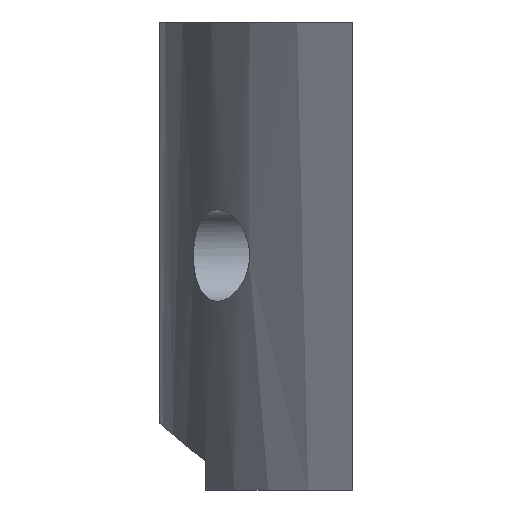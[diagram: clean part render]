
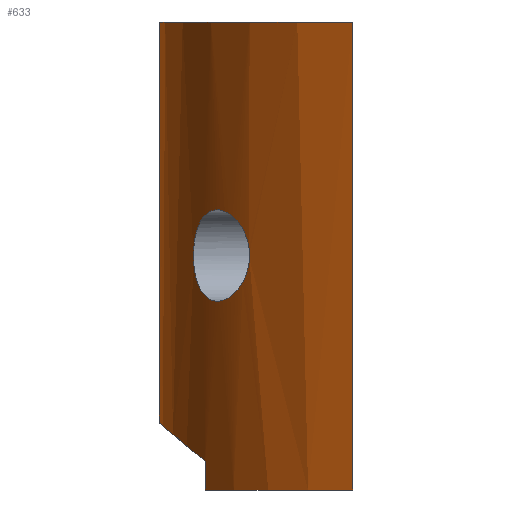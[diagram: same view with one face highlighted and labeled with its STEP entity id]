
A CAD part, left-side view. The second image highlights one B-rep face of the part: STEP entity #633.
In plain terms, the highlighted cylindrical face has radius 35 mm (diameter 70 mm), a partial arc.
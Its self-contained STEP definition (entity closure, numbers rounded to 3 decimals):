
#21=B_SPLINE_CURVE_WITH_KNOTS('',3,(#1105,#1106,#1107,#1108,#1109,#1110,
#1111,#1112,#1113,#1114,#1115,#1116,#1117,#1118,#1119,#1120,#1121,#1122,
#1123,#1124,#1125,#1126,#1127,#1128,#1129,#1130,#1131,#1132,#1133,#1134,
#1135,#1136,#1137,#1138),.UNSPECIFIED.,.T.,.F.,(4,2,2,2,2,2,2,2,2,2,2,2,
2,2,2,2,4),(0.,0.149,0.298,0.471,0.644,
0.828,1.012,1.163,1.314,1.464,
1.615,1.799,1.983,2.156,2.329,
2.478,2.627),.UNSPECIFIED.);
#26=FACE_BOUND('',#130,.T.);
#40=CYLINDRICAL_SURFACE('',#698,35.);
#50=ELLIPSE('',#699,45.689,35.);
#55=CIRCLE('',#687,35.);
#60=CIRCLE('',#694,35.);
#88=FACE_OUTER_BOUND('',#129,.T.);
#129=EDGE_LOOP('',(#518,#519,#520,#521,#522,#523));
#130=EDGE_LOOP('',(#524));
#180=LINE('',#981,#240);
#195=LINE('',#1100,#255);
#196=LINE('',#1103,#256);
#240=VECTOR('',#791,10.);
#255=VECTOR('',#836,1.);
#256=VECTOR('',#839,1.);
#296=VERTEX_POINT('',#978);
#297=VERTEX_POINT('',#980);
#302=VERTEX_POINT('',#996);
#309=VERTEX_POINT('',#1050);
#314=VERTEX_POINT('',#1099);
#315=VERTEX_POINT('',#1101);
#316=VERTEX_POINT('',#1104);
#362=EDGE_CURVE('',#297,#296,#180,.T.);
#370=EDGE_CURVE('',#297,#302,#55,.T.);
#382=EDGE_CURVE('',#296,#309,#60,.T.);
#388=EDGE_CURVE('',#314,#309,#195,.T.);
#389=EDGE_CURVE('',#314,#315,#50,.T.);
#390=EDGE_CURVE('',#315,#302,#196,.T.);
#391=EDGE_CURVE('',#316,#316,#21,.T.);
#518=ORIENTED_EDGE('',*,*,#382,.T.);
#519=ORIENTED_EDGE('',*,*,#388,.F.);
#520=ORIENTED_EDGE('',*,*,#389,.T.);
#521=ORIENTED_EDGE('',*,*,#390,.T.);
#522=ORIENTED_EDGE('',*,*,#370,.F.);
#523=ORIENTED_EDGE('',*,*,#362,.T.);
#524=ORIENTED_EDGE('',*,*,#391,.T.);
#633=ADVANCED_FACE('',(#88,#26),#40,.T.);
#687=AXIS2_PLACEMENT_3D('',#997,#805,#806);
#694=AXIS2_PLACEMENT_3D('',#1052,#824,#825);
#698=AXIS2_PLACEMENT_3D('',#1098,#834,#835);
#699=AXIS2_PLACEMENT_3D('',#1102,#837,#838);
#791=DIRECTION('',(0.,0.,1.));
#805=DIRECTION('center_axis',(0.,0.,-1.));
#806=DIRECTION('ref_axis',(-1.,0.,0.));
#824=DIRECTION('center_axis',(0.,0.,-1.));
#825=DIRECTION('ref_axis',(-1.,0.,0.));
#834=DIRECTION('center_axis',(0.,0.,1.));
#835=DIRECTION('ref_axis',(-1.,0.,0.));
#836=DIRECTION('',(0.,0.,1.));
#837=DIRECTION('center_axis',(0.,-0.643,0.766));
#838=DIRECTION('ref_axis',(0.,-0.766,-0.643));
#839=DIRECTION('',(0.,0.,-1.));
#978=CARTESIAN_POINT('',(-56.697,104.615,40.9));
#980=CARTESIAN_POINT('',(-56.697,104.615,0.));
#981=CARTESIAN_POINT('',(-56.697,104.615,0.));
#996=CARTESIAN_POINT('',(-42.998,117.5,0.));
#997=CARTESIAN_POINT('Origin',(-26.75,86.5,0.));
#1050=CARTESIAN_POINT('',(-26.75,121.5,40.9));
#1052=CARTESIAN_POINT('Origin',(-26.75,86.5,40.9));
#1098=CARTESIAN_POINT('Origin',(-26.75,86.5,0.));
#1099=CARTESIAN_POINT('',(-26.75,121.5,5.856));
#1100=CARTESIAN_POINT('',(-26.75,121.5,0.));
#1101=CARTESIAN_POINT('',(-42.998,117.5,2.5));
#1102=CARTESIAN_POINT('Origin',(-26.75,86.5,-23.512));
#1103=CARTESIAN_POINT('',(-42.998,117.5,0.));
#1104=CARTESIAN_POINT('',(-40.868,118.526,20.5));
#1105=CARTESIAN_POINT('Ctrl Pts',(-40.868,118.526,20.5));
#1106=CARTESIAN_POINT('Ctrl Pts',(-40.868,118.526,20.997));
#1107=CARTESIAN_POINT('Ctrl Pts',(-40.967,118.483,21.525));
#1108=CARTESIAN_POINT('Ctrl Pts',(-41.358,118.307,22.487));
#1109=CARTESIAN_POINT('Ctrl Pts',(-41.65,118.172,22.921));
#1110=CARTESIAN_POINT('Ctrl Pts',(-42.352,117.833,23.657));
#1111=CARTESIAN_POINT('Ctrl Pts',(-42.826,117.595,23.983));
#1112=CARTESIAN_POINT('Ctrl Pts',(-43.838,117.05,24.404));
#1113=CARTESIAN_POINT('Ctrl Pts',(-44.376,116.743,24.5));
#1114=CARTESIAN_POINT('Ctrl Pts',(-45.393,116.128,24.5));
#1115=CARTESIAN_POINT('Ctrl Pts',(-45.948,115.772,24.391));
#1116=CARTESIAN_POINT('Ctrl Pts',(-46.968,115.077,23.95));
#1117=CARTESIAN_POINT('Ctrl Pts',(-47.434,114.738,23.617));
#1118=CARTESIAN_POINT('Ctrl Pts',(-48.109,114.23,22.887));
#1119=CARTESIAN_POINT('Ctrl Pts',(-48.387,114.012,22.468));
#1120=CARTESIAN_POINT('Ctrl Pts',(-48.768,113.708,21.526));
#1121=CARTESIAN_POINT('Ctrl Pts',(-48.868,113.625,21.003));
#1122=CARTESIAN_POINT('Ctrl Pts',(-48.868,113.625,19.997));
#1123=CARTESIAN_POINT('Ctrl Pts',(-48.768,113.708,19.474));
#1124=CARTESIAN_POINT('Ctrl Pts',(-48.387,114.012,18.532));
#1125=CARTESIAN_POINT('Ctrl Pts',(-48.109,114.23,18.113));
#1126=CARTESIAN_POINT('Ctrl Pts',(-47.434,114.738,17.383));
#1127=CARTESIAN_POINT('Ctrl Pts',(-46.968,115.077,17.05));
#1128=CARTESIAN_POINT('Ctrl Pts',(-45.948,115.772,16.609));
#1129=CARTESIAN_POINT('Ctrl Pts',(-45.393,116.128,16.5));
#1130=CARTESIAN_POINT('Ctrl Pts',(-44.376,116.743,16.5));
#1131=CARTESIAN_POINT('Ctrl Pts',(-43.838,117.05,16.596));
#1132=CARTESIAN_POINT('Ctrl Pts',(-42.826,117.595,17.017));
#1133=CARTESIAN_POINT('Ctrl Pts',(-42.352,117.833,17.343));
#1134=CARTESIAN_POINT('Ctrl Pts',(-41.65,118.172,18.079));
#1135=CARTESIAN_POINT('Ctrl Pts',(-41.358,118.307,18.513));
#1136=CARTESIAN_POINT('Ctrl Pts',(-40.967,118.483,19.475));
#1137=CARTESIAN_POINT('Ctrl Pts',(-40.868,118.526,20.003));
#1138=CARTESIAN_POINT('Ctrl Pts',(-40.868,118.526,20.5));
